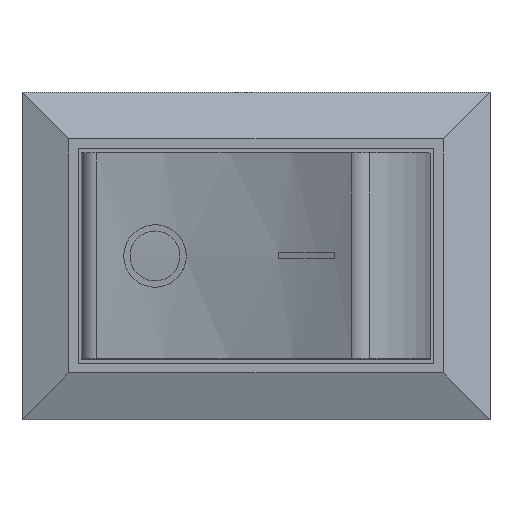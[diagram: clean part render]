
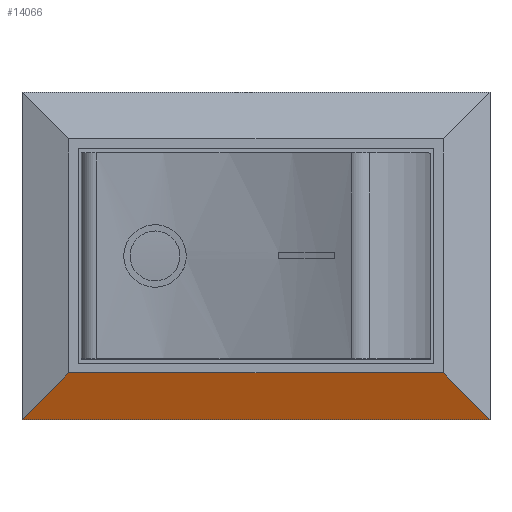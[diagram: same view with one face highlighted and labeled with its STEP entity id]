
A CAD part, top view. The second image highlights one B-rep face of the part: STEP entity #14066.
In plain terms, the highlighted planar face has unit normal (0, -0.371, 0.928).
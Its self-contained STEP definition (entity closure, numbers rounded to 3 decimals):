
#1417 = VERTEX_POINT('',#1418);
#1418 = CARTESIAN_POINT('',(-7.5,-5.25,0.9));
#1432 = PLANE('',#1433);
#1433 = AXIS2_PLACEMENT_3D('',#1434,#1435,#1436);
#1434 = CARTESIAN_POINT('',(-6.,-10.,1.5));
#1435 = DIRECTION('',(-0.371,0.,0.928)
  );
#1436 = DIRECTION('',(-0.928,0.,
    -0.371));
#1458 = PLANE('',#1459);
#1459 = AXIS2_PLACEMENT_3D('',#1460,#1461,#1462);
#1460 = CARTESIAN_POINT('',(-7.5,-5.25,0.));
#1461 = DIRECTION('',(0.,1.,0.));
#1462 = DIRECTION('',(1.,0.,0.));
#1893 = EDGE_CURVE('',#1894,#1417,#1896,.T.);
#1894 = VERTEX_POINT('',#1895);
#1895 = CARTESIAN_POINT('',(7.5,-5.25,0.9));
#1896 = SURFACE_CURVE('',#1897,(#1901,#1908),.PCURVE_S1.);
#1897 = LINE('',#1898,#1899);
#1898 = CARTESIAN_POINT('',(10.,-5.25,0.9));
#1899 = VECTOR('',#1900,1.);
#1900 = DIRECTION('',(-1.,0.,0.));
#1901 = PCURVE('',#1458,#1902);
#1902 = DEFINITIONAL_REPRESENTATION('',(#1903),#1907);
#1903 = LINE('',#1904,#1905);
#1904 = CARTESIAN_POINT('',(17.5,-0.9));
#1905 = VECTOR('',#1906,1.);
#1906 = DIRECTION('',(-1.,0.));
#1907 = ( GEOMETRIC_REPRESENTATION_CONTEXT(2) 
PARAMETRIC_REPRESENTATION_CONTEXT() REPRESENTATION_CONTEXT('2D SPACE',''
  ) );
#1908 = PCURVE('',#1909,#1914);
#1909 = PLANE('',#1910);
#1910 = AXIS2_PLACEMENT_3D('',#1911,#1912,#1913);
#1911 = CARTESIAN_POINT('',(10.,-3.75,1.5));
#1912 = DIRECTION('',(0.,-0.371,0.928)
  );
#1913 = DIRECTION('',(0.,-0.928,
    -0.371));
#1914 = DEFINITIONAL_REPRESENTATION('',(#1915),#1919);
#1915 = LINE('',#1916,#1917);
#1916 = CARTESIAN_POINT('',(1.616,0.));
#1917 = VECTOR('',#1918,1.);
#1918 = DIRECTION('',(0.,-1.));
#1919 = ( GEOMETRIC_REPRESENTATION_CONTEXT(2) 
PARAMETRIC_REPRESENTATION_CONTEXT() REPRESENTATION_CONTEXT('2D SPACE',''
  ) );
#1946 = EDGE_CURVE('',#1417,#1947,#1949,.T.);
#1947 = VERTEX_POINT('',#1948);
#1948 = CARTESIAN_POINT('',(-6.,-3.75,1.5));
#1949 = SURFACE_CURVE('',#1950,(#1954,#1961),.PCURVE_S1.);
#1950 = LINE('',#1951,#1952);
#1951 = CARTESIAN_POINT('',(-3.743,-1.493,
    2.403));
#1952 = VECTOR('',#1953,1.);
#1953 = DIRECTION('',(0.68,0.68,0.272));
#1954 = PCURVE('',#1432,#1955);
#1955 = DEFINITIONAL_REPRESENTATION('',(#1956),#1960);
#1956 = LINE('',#1957,#1958);
#1957 = CARTESIAN_POINT('',(-2.431,-8.507));
#1958 = VECTOR('',#1959,1.);
#1959 = DIRECTION('',(-0.733,-0.68));
#1960 = ( GEOMETRIC_REPRESENTATION_CONTEXT(2) 
PARAMETRIC_REPRESENTATION_CONTEXT() REPRESENTATION_CONTEXT('2D SPACE',''
  ) );
#1961 = PCURVE('',#1909,#1962);
#1962 = DEFINITIONAL_REPRESENTATION('',(#1963),#1967);
#1963 = LINE('',#1964,#1965);
#1964 = CARTESIAN_POINT('',(-2.431,-13.743));
#1965 = VECTOR('',#1966,1.);
#1966 = DIRECTION('',(-0.733,0.68));
#1967 = ( GEOMETRIC_REPRESENTATION_CONTEXT(2) 
PARAMETRIC_REPRESENTATION_CONTEXT() REPRESENTATION_CONTEXT('2D SPACE',''
  ) );
#1985 = PLANE('',#1986);
#1986 = AXIS2_PLACEMENT_3D('',#1987,#1988,#1989);
#1987 = CARTESIAN_POINT('',(0.,0.,1.5));
#1988 = DIRECTION('',(0.,0.,1.));
#1989 = DIRECTION('',(1.,0.,0.));
#2091 = PLANE('',#2092);
#2092 = AXIS2_PLACEMENT_3D('',#2093,#2094,#2095);
#2093 = CARTESIAN_POINT('',(6.,-10.,1.5));
#2094 = DIRECTION('',(-0.371,0.,
    -0.928));
#2095 = DIRECTION('',(0.928,0.,-0.371
    ));
#14066 = ADVANCED_FACE('',(#14067),#1909,.T.);
#14067 = FACE_BOUND('',#14068,.T.);
#14068 = EDGE_LOOP('',(#14069,#14092,#14113,#14114));
#14069 = ORIENTED_EDGE('',*,*,#14070,.T.);
#14070 = EDGE_CURVE('',#1894,#14071,#14073,.T.);
#14071 = VERTEX_POINT('',#14072);
#14072 = CARTESIAN_POINT('',(6.,-3.75,1.5));
#14073 = SURFACE_CURVE('',#14074,(#14078,#14085),.PCURVE_S1.);
#14074 = LINE('',#14075,#14076);
#14075 = CARTESIAN_POINT('',(8.373,-6.123,
    0.551));
#14076 = VECTOR('',#14077,1.);
#14077 = DIRECTION('',(-0.68,0.68,0.272));
#14078 = PCURVE('',#1909,#14079);
#14079 = DEFINITIONAL_REPRESENTATION('',(#14080),#14084);
#14080 = LINE('',#14081,#14082);
#14081 = CARTESIAN_POINT('',(2.555,-1.627));
#14082 = VECTOR('',#14083,1.);
#14083 = DIRECTION('',(-0.733,-0.68));
#14084 = ( GEOMETRIC_REPRESENTATION_CONTEXT(2) 
PARAMETRIC_REPRESENTATION_CONTEXT() REPRESENTATION_CONTEXT('2D SPACE',''
  ) );
#14085 = PCURVE('',#2091,#14086);
#14086 = DEFINITIONAL_REPRESENTATION('',(#14087),#14091);
#14087 = LINE('',#14088,#14089);
#14088 = CARTESIAN_POINT('',(2.555,-3.877));
#14089 = VECTOR('',#14090,1.);
#14090 = DIRECTION('',(-0.733,-0.68));
#14091 = ( GEOMETRIC_REPRESENTATION_CONTEXT(2) 
PARAMETRIC_REPRESENTATION_CONTEXT() REPRESENTATION_CONTEXT('2D SPACE',''
  ) );
#14092 = ORIENTED_EDGE('',*,*,#14093,.T.);
#14093 = EDGE_CURVE('',#14071,#1947,#14094,.T.);
#14094 = SURFACE_CURVE('',#14095,(#14099,#14106),.PCURVE_S1.);
#14095 = LINE('',#14096,#14097);
#14096 = CARTESIAN_POINT('',(10.,-3.75,1.5));
#14097 = VECTOR('',#14098,1.);
#14098 = DIRECTION('',(-1.,0.,0.));
#14099 = PCURVE('',#1909,#14100);
#14100 = DEFINITIONAL_REPRESENTATION('',(#14101),#14105);
#14101 = LINE('',#14102,#14103);
#14102 = CARTESIAN_POINT('',(-0.,0.));
#14103 = VECTOR('',#14104,1.);
#14104 = DIRECTION('',(0.,-1.));
#14105 = ( GEOMETRIC_REPRESENTATION_CONTEXT(2) 
PARAMETRIC_REPRESENTATION_CONTEXT() REPRESENTATION_CONTEXT('2D SPACE',''
  ) );
#14106 = PCURVE('',#1985,#14107);
#14107 = DEFINITIONAL_REPRESENTATION('',(#14108),#14112);
#14108 = LINE('',#14109,#14110);
#14109 = CARTESIAN_POINT('',(10.,-3.75));
#14110 = VECTOR('',#14111,1.);
#14111 = DIRECTION('',(-1.,0.));
#14112 = ( GEOMETRIC_REPRESENTATION_CONTEXT(2) 
PARAMETRIC_REPRESENTATION_CONTEXT() REPRESENTATION_CONTEXT('2D SPACE',''
  ) );
#14113 = ORIENTED_EDGE('',*,*,#1946,.F.);
#14114 = ORIENTED_EDGE('',*,*,#1893,.F.);
